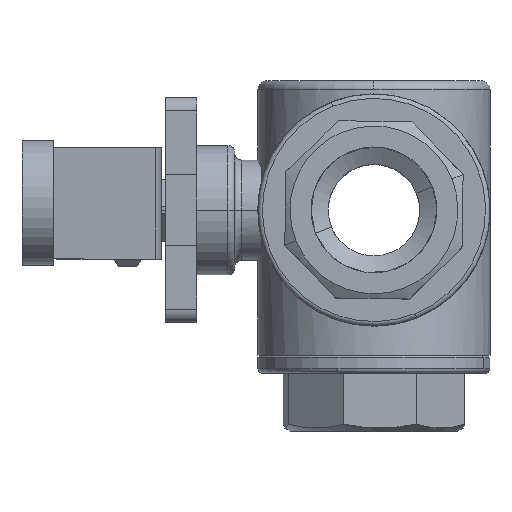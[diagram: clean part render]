
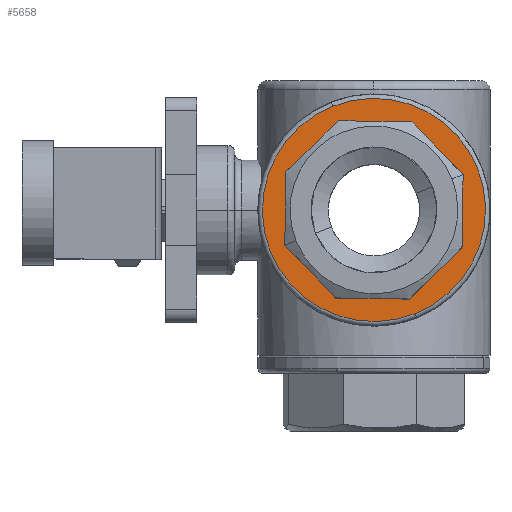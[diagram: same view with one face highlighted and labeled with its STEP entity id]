
A CAD part, top view. The second image highlights one B-rep face of the part: STEP entity #5658.
In plain terms, the highlighted planar face has unit normal (0, 0, 1).
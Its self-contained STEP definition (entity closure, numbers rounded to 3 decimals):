
#308 = VERTEX_POINT ( 'NONE', #3385 ) ;
#351 = DIRECTION ( 'NONE',  ( 0., 0., 1. ) ) ;
#554 = VECTOR ( 'NONE', #9337, 1000. ) ;
#649 = ORIENTED_EDGE ( 'NONE', *, *, #4315, .F. ) ;
#711 = VERTEX_POINT ( 'NONE', #8020 ) ;
#852 = LINE ( 'NONE', #2539, #8986 ) ;
#993 = EDGE_CURVE ( 'NONE', #10550, #308, #7643, .T. ) ;
#994 = ORIENTED_EDGE ( 'NONE', *, *, #9157, .F. ) ;
#1094 = CARTESIAN_POINT ( 'NONE',  ( 8.525, 19.722, 69. ) ) ;
#1128 = ORIENTED_EDGE ( 'NONE', *, *, #7268, .F. ) ;
#1211 = CARTESIAN_POINT ( 'NONE',  ( 0., 0., 69. ) ) ;
#1480 = VECTOR ( 'NONE', #5108, 1000. ) ;
#1507 = ORIENTED_EDGE ( 'NONE', *, *, #10242, .T. ) ;
#1657 = VECTOR ( 'NONE', #2341, 1000. ) ;
#1835 = CIRCLE ( 'NONE', #3993, 25. ) ;
#1851 = CARTESIAN_POINT ( 'NONE',  ( 19.722, -8.525, 69. ) ) ;
#2341 = DIRECTION ( 'NONE',  ( 0.718, 0.696, 0. ) ) ;
#2539 = CARTESIAN_POINT ( 'NONE',  ( -19.722, 8.525, 69. ) ) ;
#2600 = CARTESIAN_POINT ( 'NONE',  ( -8.525, -19.722, 69. ) ) ;
#2956 = FACE_BOUND ( 'NONE', #6811, .T. ) ;
#2982 = DIRECTION ( 'NONE',  ( 0.696, -0.718, 0. ) ) ;
#3099 = EDGE_CURVE ( 'NONE', #711, #8343, #4252, .T. ) ;
#3153 = CARTESIAN_POINT ( 'NONE',  ( 9.213, -23.241, 69. ) ) ;
#3235 = ORIENTED_EDGE ( 'NONE', *, *, #11507, .F. ) ;
#3316 = CARTESIAN_POINT ( 'NONE',  ( 19.973, 7.918, 69. ) ) ;
#3385 = CARTESIAN_POINT ( 'NONE',  ( -8.525, -19.722, 69. ) ) ;
#3510 = ORIENTED_EDGE ( 'NONE', *, *, #993, .F. ) ;
#3653 = DIRECTION ( 'NONE',  ( 0.015, 1., 0. ) ) ;
#3687 = LINE ( 'NONE', #7548, #554 ) ;
#3875 = PLANE ( 'NONE',  #5874 ) ;
#3993 = AXIS2_PLACEMENT_3D ( 'NONE', #6968, #351, #4267 ) ;
#4066 = CARTESIAN_POINT ( 'NONE',  ( -19.973, -7.918, 69. ) ) ;
#4252 = LINE ( 'NONE', #4495, #1657 ) ;
#4267 = DIRECTION ( 'NONE',  ( 0.93, 0.369, 0. ) ) ;
#4290 = DIRECTION ( 'NONE',  ( -1., 0.015, 0. ) ) ;
#4315 = EDGE_CURVE ( 'NONE', #8802, #10550, #852, .T. ) ;
#4377 = VECTOR ( 'NONE', #3653, 1000. ) ;
#4495 = CARTESIAN_POINT ( 'NONE',  ( 7.918, -19.973, 69. ) ) ;
#4593 = VECTOR ( 'NONE', #2982, 1000. ) ;
#5108 = DIRECTION ( 'NONE',  ( -0.696, 0.718, 0. ) ) ;
#5232 = VERTEX_POINT ( 'NONE', #6059 ) ;
#5443 = LINE ( 'NONE', #12048, #4377 ) ;
#5658 = ADVANCED_FACE ( 'NONE', ( #2956, #9592 ), #3875, .T. ) ;
#5794 = DIRECTION ( 'NONE',  ( 0.93, 0.369, 0. ) ) ;
#5874 = AXIS2_PLACEMENT_3D ( 'NONE', #12154, #7738, #6698 ) ;
#5906 = DIRECTION ( 'NONE',  ( 0., 0., 1. ) ) ;
#5920 = ORIENTED_EDGE ( 'NONE', *, *, #3099, .F. ) ;
#6059 = CARTESIAN_POINT ( 'NONE',  ( -7.918, 19.973, 69. ) ) ;
#6107 = EDGE_CURVE ( 'NONE', #5232, #8802, #3687, .T. ) ;
#6137 = CARTESIAN_POINT ( 'NONE',  ( 8.525, 19.722, 69. ) ) ;
#6698 = DIRECTION ( 'NONE',  ( 1., 0., 0. ) ) ;
#6783 = CARTESIAN_POINT ( 'NONE',  ( -19.973, -7.918, 69. ) ) ;
#6811 = EDGE_LOOP ( 'NONE', ( #11344, #3235, #5920, #994, #3510, #649, #10130, #1128 ) ) ;
#6968 = CARTESIAN_POINT ( 'NONE',  ( 0., 0., 69. ) ) ;
#6994 = LINE ( 'NONE', #6137, #11390 ) ;
#7017 = VERTEX_POINT ( 'NONE', #7126 ) ;
#7126 = CARTESIAN_POINT ( 'NONE',  ( 19.973, 7.918, 69. ) ) ;
#7268 = EDGE_CURVE ( 'NONE', #11581, #5232, #6994, .T. ) ;
#7548 = CARTESIAN_POINT ( 'NONE',  ( -7.918, 19.973, 69. ) ) ;
#7643 = LINE ( 'NONE', #6783, #4593 ) ;
#7738 = DIRECTION ( 'NONE',  ( 0., 0., 1. ) ) ;
#7898 = VECTOR ( 'NONE', #8988, 1000. ) ;
#7982 = LINE ( 'NONE', #3316, #1480 ) ;
#8020 = CARTESIAN_POINT ( 'NONE',  ( 7.918, -19.973, 69. ) ) ;
#8249 = LINE ( 'NONE', #2600, #7898 ) ;
#8343 = VERTEX_POINT ( 'NONE', #1851 ) ;
#8416 = EDGE_CURVE ( 'NONE', #8927, #11650, #12194, .T. ) ;
#8802 = VERTEX_POINT ( 'NONE', #8884 ) ;
#8870 = AXIS2_PLACEMENT_3D ( 'NONE', #1211, #5906, #5794 ) ;
#8884 = CARTESIAN_POINT ( 'NONE',  ( -19.722, 8.525, 69. ) ) ;
#8927 = VERTEX_POINT ( 'NONE', #11813 ) ;
#8986 = VECTOR ( 'NONE', #11987, 1000. ) ;
#8988 = DIRECTION ( 'NONE',  ( 1., -0.015, 0. ) ) ;
#9157 = EDGE_CURVE ( 'NONE', #308, #711, #8249, .T. ) ;
#9337 = DIRECTION ( 'NONE',  ( -0.718, -0.696, 0. ) ) ;
#9592 = FACE_OUTER_BOUND ( 'NONE', #9935, .T. ) ;
#9935 = EDGE_LOOP ( 'NONE', ( #10032, #1507 ) ) ;
#10032 = ORIENTED_EDGE ( 'NONE', *, *, #8416, .T. ) ;
#10130 = ORIENTED_EDGE ( 'NONE', *, *, #6107, .F. ) ;
#10242 = EDGE_CURVE ( 'NONE', #11650, #8927, #1835, .T. ) ;
#10550 = VERTEX_POINT ( 'NONE', #4066 ) ;
#11344 = ORIENTED_EDGE ( 'NONE', *, *, #12054, .F. ) ;
#11390 = VECTOR ( 'NONE', #4290, 1000. ) ;
#11507 = EDGE_CURVE ( 'NONE', #8343, #7017, #5443, .T. ) ;
#11581 = VERTEX_POINT ( 'NONE', #1094 ) ;
#11650 = VERTEX_POINT ( 'NONE', #3153 ) ;
#11813 = CARTESIAN_POINT ( 'NONE',  ( -9.213, 23.241, 69. ) ) ;
#11987 = DIRECTION ( 'NONE',  ( -0.015, -1., 0. ) ) ;
#12048 = CARTESIAN_POINT ( 'NONE',  ( 19.722, -8.525, 69. ) ) ;
#12054 = EDGE_CURVE ( 'NONE', #7017, #11581, #7982, .T. ) ;
#12154 = CARTESIAN_POINT ( 'NONE',  ( 21.614, 8.568, 69. ) ) ;
#12194 = CIRCLE ( 'NONE', #8870, 25. ) ;
